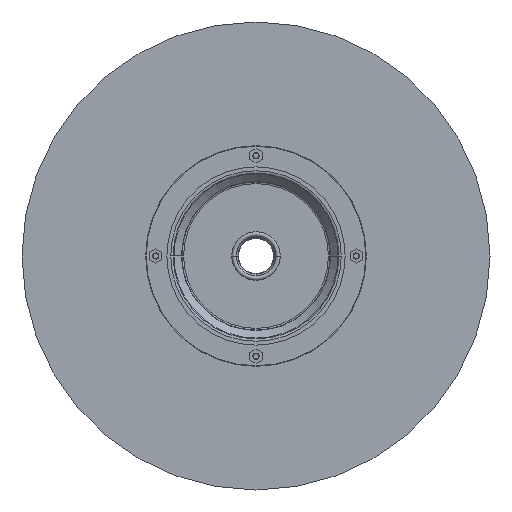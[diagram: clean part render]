
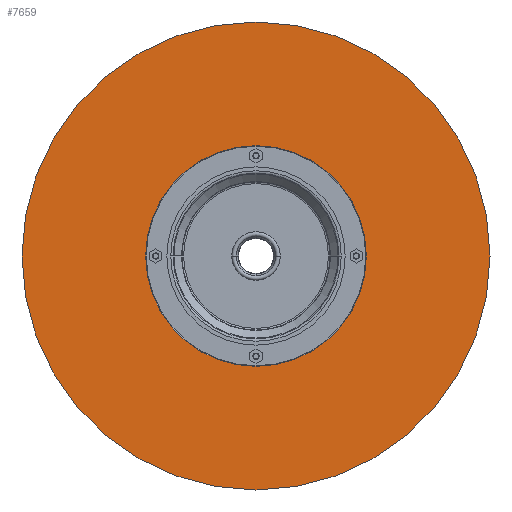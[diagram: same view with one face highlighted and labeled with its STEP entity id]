
A CAD part, front view. The second image highlights one B-rep face of the part: STEP entity #7659.
In plain terms, the highlighted planar face has unit normal (0, -1, 0).
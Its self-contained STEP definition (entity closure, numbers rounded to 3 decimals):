
#7554=CARTESIAN_POINT('',(0.,-369.,0.));
#7555=DIRECTION('',(0.,-1.,0.));
#7556=DIRECTION('',(1.,0.,0.));
#7557=AXIS2_PLACEMENT_3D('',#7554,#7555,#7556);
#7559=CARTESIAN_POINT('',(0.,-369.,0.));
#7560=DIRECTION('',(0.,-1.,0.));
#7561=DIRECTION('',(-1.,0.,0.));
#7562=AXIS2_PLACEMENT_3D('',#7559,#7560,#7561);
#7564=CARTESIAN_POINT('',(0.,-369.,0.));
#7565=DIRECTION('',(0.,1.,0.));
#7566=DIRECTION('',(-1.,0.,0.));
#7567=AXIS2_PLACEMENT_3D('',#7564,#7565,#7566);
#7569=CARTESIAN_POINT('',(0.,-369.,0.));
#7570=DIRECTION('',(0.,1.,0.));
#7571=DIRECTION('',(1.,0.,0.));
#7572=AXIS2_PLACEMENT_3D('',#7569,#7570,#7571);
#7586=CARTESIAN_POINT('',(210.,-369.,0.));
#7587=CARTESIAN_POINT('',(-210.,-369.,0.));
#7588=VERTEX_POINT('',#7586);
#7589=VERTEX_POINT('',#7587);
#7594=CARTESIAN_POINT('',(-99.,-369.,0.));
#7595=CARTESIAN_POINT('',(99.,-369.,0.));
#7596=VERTEX_POINT('',#7594);
#7597=VERTEX_POINT('',#7595);
#7644=CARTESIAN_POINT('',(0.,-369.,0.));
#7645=DIRECTION('',(0.,-1.,0.));
#7646=DIRECTION('',(1.,0.,0.));
#7647=AXIS2_PLACEMENT_3D('',#7644,#7645,#7646);
#7648=PLANE('',#7647);
#7649=ORIENTED_EDGE('',*,*,#7624,.F.);
#7650=ORIENTED_EDGE('',*,*,#7638,.F.);
#7651=EDGE_LOOP('',(#7649,#7650));
#7652=FACE_OUTER_BOUND('',#7651,.F.);
#7654=ORIENTED_EDGE('',*,*,#7653,.F.);
#7656=ORIENTED_EDGE('',*,*,#7655,.F.);
#7657=EDGE_LOOP('',(#7654,#7656));
#7658=FACE_BOUND('',#7657,.F.);
#7659=ADVANCED_FACE('',(#7652,#7658),#7648,.T.);
#7558=CIRCLE('',#7557,210.);
#7563=CIRCLE('',#7562,210.);
#7568=CIRCLE('',#7567,99.);
#7573=CIRCLE('',#7572,99.);
#7624=EDGE_CURVE('',#7588,#7589,#7558,.T.);
#7638=EDGE_CURVE('',#7589,#7588,#7563,.T.);
#7653=EDGE_CURVE('',#7596,#7597,#7568,.T.);
#7655=EDGE_CURVE('',#7597,#7596,#7573,.T.);
